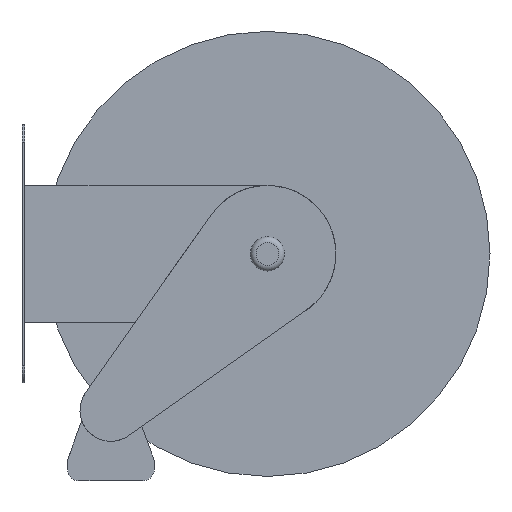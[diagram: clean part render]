
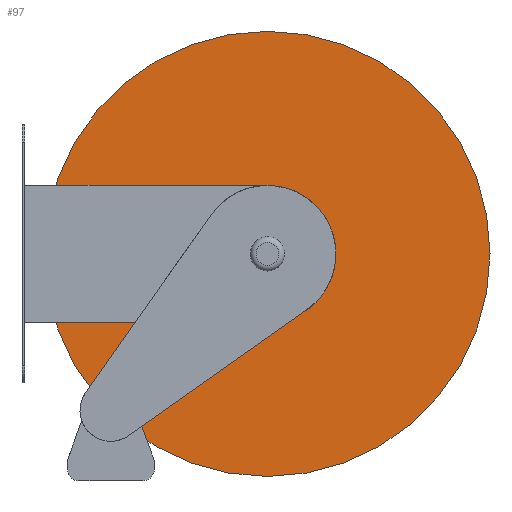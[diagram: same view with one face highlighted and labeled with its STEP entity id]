
A CAD part, left-side view. The second image highlights one B-rep face of the part: STEP entity #97.
In plain terms, the highlighted planar face has unit normal (-1, 0, 0).
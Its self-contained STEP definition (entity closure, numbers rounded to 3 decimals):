
#97 = ADVANCED_FACE( '', ( #243, #244 ), #245, .T. );
#243 = FACE_BOUND( '', #452, .T. );
#244 = FACE_OUTER_BOUND( '', #453, .T. );
#245 = PLANE( '', #454 );
#452 = EDGE_LOOP( '', ( #687 ) );
#453 = EDGE_LOOP( '', ( #688 ) );
#454 = AXIS2_PLACEMENT_3D( '', #689, #690, #691 );
#687 = ORIENTED_EDGE( '', *, *, #1188, .F. );
#688 = ORIENTED_EDGE( '', *, *, #1189, .T. );
#689 = CARTESIAN_POINT( '', ( -63.5, 0., 0. ) );
#690 = DIRECTION( '', ( -1., 0., 0. ) );
#691 = DIRECTION( '', ( 0., -1., 0. ) );
#1188 = EDGE_CURVE( '', #1412, #1412, #1413, .T. );
#1189 = EDGE_CURVE( '', #1414, #1414, #1415, .T. );
#1412 = VERTEX_POINT( '', #1727 );
#1413 = CIRCLE( '', #1728, 35. );
#1414 = VERTEX_POINT( '', #1729 );
#1415 = CIRCLE( '', #1730, 195. );
#1727 = CARTESIAN_POINT( '', ( -63.5, -35., 0. ) );
#1728 = AXIS2_PLACEMENT_3D( '', #2070, #2071, #2072 );
#1729 = CARTESIAN_POINT( '', ( -63.5, 195., 0. ) );
#1730 = AXIS2_PLACEMENT_3D( '', #2073, #2074, #2075 );
#2070 = CARTESIAN_POINT( '', ( -63.5, 0., 0. ) );
#2071 = DIRECTION( '', ( -1., 0., 0. ) );
#2072 = DIRECTION( '', ( 0., -1., 0. ) );
#2073 = CARTESIAN_POINT( '', ( -63.5, 0., 0. ) );
#2074 = DIRECTION( '', ( -1., 0., 0. ) );
#2075 = DIRECTION( '', ( 0., 1., 0. ) );
